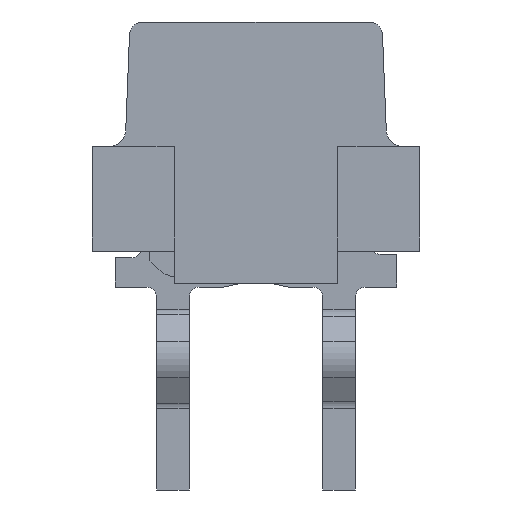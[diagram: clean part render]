
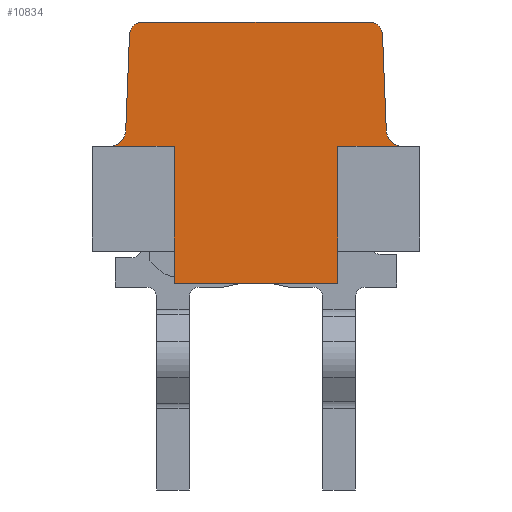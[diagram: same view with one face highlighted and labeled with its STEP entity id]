
A CAD part, left-side view. The second image highlights one B-rep face of the part: STEP entity #10834.
In plain terms, the highlighted planar face has unit normal (-1, 0, 0).
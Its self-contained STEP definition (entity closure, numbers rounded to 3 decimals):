
#412=FACE_OUTER_BOUND('',#992,.T.);
#992=EDGE_LOOP('',(#8699,#8700,#8701,#8702,#8703,#8704,#8705,#8706,#8707,
#8708,#8709,#8710,#8711,#8712));
#1287=LINE('',#14792,#2697);
#2004=LINE('',#16372,#3414);
#2038=LINE('',#16441,#3448);
#2215=LINE('',#16847,#3625);
#2226=LINE('',#16867,#3636);
#2227=LINE('',#16871,#3637);
#2228=LINE('',#16872,#3638);
#2229=LINE('',#16874,#3639);
#2230=LINE('',#16876,#3640);
#2231=LINE('',#16880,#3641);
#2697=VECTOR('',#11897,3.465);
#3414=VECTOR('',#13138,0.5);
#3448=VECTOR('',#13190,2.5);
#3625=VECTOR('',#13567,0.5);
#3636=VECTOR('',#13594,1.469);
#3637=VECTOR('',#13597,0.99);
#3638=VECTOR('',#13598,1.6);
#3639=VECTOR('',#13599,1.6);
#3640=VECTOR('',#13600,0.99);
#3641=VECTOR('',#13603,1.469);
#4099=CIRCLE('',#11134,0.2);
#4200=CIRCLE('',#11515,0.25);
#4201=CIRCLE('',#11516,0.25);
#4202=CIRCLE('',#11517,0.2);
#4285=VERTEX_POINT('',#14785);
#4286=VERTEX_POINT('',#14787);
#4287=VERTEX_POINT('',#14791);
#4598=VERTEX_POINT('',#15572);
#4629=VERTEX_POINT('',#15637);
#4888=VERTEX_POINT('',#16370);
#4914=VERTEX_POINT('',#16439);
#5044=VERTEX_POINT('',#16866);
#5045=VERTEX_POINT('',#16868);
#5046=VERTEX_POINT('',#16870);
#5047=VERTEX_POINT('',#16873);
#5048=VERTEX_POINT('',#16875);
#5049=VERTEX_POINT('',#16877);
#5050=VERTEX_POINT('',#16879);
#5338=EDGE_CURVE('',#4286,#4285,#4099,.T.);
#5340=EDGE_CURVE('',#4287,#4286,#1287,.T.);
#6129=EDGE_CURVE('',#4598,#4888,#2004,.T.);
#6163=EDGE_CURVE('',#4888,#4914,#2038,.T.);
#6368=EDGE_CURVE('',#4629,#4914,#2215,.T.);
#6379=EDGE_CURVE('',#4285,#5044,#2226,.T.);
#6380=EDGE_CURVE('',#5044,#5045,#4200,.T.);
#6381=EDGE_CURVE('',#5046,#5045,#2227,.T.);
#6382=EDGE_CURVE('',#5046,#4598,#2228,.T.);
#6383=EDGE_CURVE('',#5047,#4629,#2229,.T.);
#6384=EDGE_CURVE('',#5048,#5047,#2230,.T.);
#6385=EDGE_CURVE('',#5048,#5049,#4201,.T.);
#6386=EDGE_CURVE('',#5049,#5050,#2231,.T.);
#6387=EDGE_CURVE('',#5050,#4287,#4202,.T.);
#8699=ORIENTED_EDGE('',*,*,#5338,.T.);
#8700=ORIENTED_EDGE('',*,*,#6379,.T.);
#8701=ORIENTED_EDGE('',*,*,#6380,.T.);
#8702=ORIENTED_EDGE('',*,*,#6381,.F.);
#8703=ORIENTED_EDGE('',*,*,#6382,.T.);
#8704=ORIENTED_EDGE('',*,*,#6129,.T.);
#8705=ORIENTED_EDGE('',*,*,#6163,.T.);
#8706=ORIENTED_EDGE('',*,*,#6368,.F.);
#8707=ORIENTED_EDGE('',*,*,#6383,.F.);
#8708=ORIENTED_EDGE('',*,*,#6384,.F.);
#8709=ORIENTED_EDGE('',*,*,#6385,.T.);
#8710=ORIENTED_EDGE('',*,*,#6386,.T.);
#8711=ORIENTED_EDGE('',*,*,#6387,.T.);
#8712=ORIENTED_EDGE('',*,*,#5340,.T.);
#10321=PLANE('',#11514);
#10834=ADVANCED_FACE('',(#412),#10321,.T.);
#11134=AXIS2_PLACEMENT_3D('',#14788,#11892,#11893);
#11514=AXIS2_PLACEMENT_3D('',#16865,#13592,#13593);
#11515=AXIS2_PLACEMENT_3D('',#16869,#13595,#13596);
#11516=AXIS2_PLACEMENT_3D('',#16878,#13601,#13602);
#11517=AXIS2_PLACEMENT_3D('',#16881,#13604,#13605);
#11892=DIRECTION('center_axis',(-1.,0.,0.));
#11893=DIRECTION('ref_axis',(0.,0.,1.));
#11897=DIRECTION('',(0.,1.,0.));
#13138=DIRECTION('',(0.,0.,-1.));
#13190=DIRECTION('',(0.,-1.,0.));
#13567=DIRECTION('',(0.,0.,-1.));
#13592=DIRECTION('center_axis',(-1.,0.,0.));
#13593=DIRECTION('ref_axis',(0.,-1.,0.));
#13594=DIRECTION('',(0.,0.039,-0.999));
#13595=DIRECTION('center_axis',(1.,0.,0.));
#13596=DIRECTION('ref_axis',(0.,-0.999,-0.039));
#13597=DIRECTION('',(0.,1.,0.));
#13598=DIRECTION('',(0.,0.,-1.));
#13599=DIRECTION('',(0.,0.,-1.));
#13600=DIRECTION('',(0.,1.,0.));
#13601=DIRECTION('center_axis',(1.,0.,0.));
#13602=DIRECTION('ref_axis',(0.,0.,-1.));
#13603=DIRECTION('',(0.,0.039,0.999));
#13604=DIRECTION('center_axis',(-1.,0.,0.));
#13605=DIRECTION('ref_axis',(0.,-0.999,0.039));
#14785=CARTESIAN_POINT('',(-0.9,3.203,3.808));
#14787=CARTESIAN_POINT('',(-0.9,3.003,4.));
#14788=CARTESIAN_POINT('Origin',(-0.9,3.003,3.8));
#14791=CARTESIAN_POINT('',(-0.9,-0.463,4.));
#14792=CARTESIAN_POINT('',(-0.9,-0.463,4.));
#15572=CARTESIAN_POINT('',(-0.9,2.52,0.5));
#15637=CARTESIAN_POINT('',(-0.9,0.02,0.5));
#16370=CARTESIAN_POINT('',(-0.9,2.52,0.));
#16372=CARTESIAN_POINT('',(-0.9,2.52,0.5));
#16439=CARTESIAN_POINT('',(-0.9,0.02,0.));
#16441=CARTESIAN_POINT('',(-0.9,2.52,0.));
#16847=CARTESIAN_POINT('',(-0.9,0.02,0.5));
#16865=CARTESIAN_POINT('Origin',(-0.9,1.27,0.));
#16866=CARTESIAN_POINT('',(-0.9,3.261,2.34));
#16867=CARTESIAN_POINT('',(-0.9,3.203,3.808));
#16868=CARTESIAN_POINT('',(-0.9,3.51,2.1));
#16869=CARTESIAN_POINT('Origin',(-0.9,3.51,2.35));
#16870=CARTESIAN_POINT('',(-0.9,2.52,2.1));
#16871=CARTESIAN_POINT('',(-0.9,2.52,2.1));
#16872=CARTESIAN_POINT('',(-0.9,2.52,2.1));
#16873=CARTESIAN_POINT('',(-0.9,0.02,2.1));
#16874=CARTESIAN_POINT('',(-0.9,0.02,2.1));
#16875=CARTESIAN_POINT('',(-0.9,-0.97,2.1));
#16876=CARTESIAN_POINT('',(-0.9,-0.97,2.1));
#16877=CARTESIAN_POINT('',(-0.9,-0.721,2.34));
#16878=CARTESIAN_POINT('Origin',(-0.9,-0.97,2.35));
#16879=CARTESIAN_POINT('',(-0.9,-0.663,3.808));
#16880=CARTESIAN_POINT('',(-0.9,-0.721,2.34));
#16881=CARTESIAN_POINT('Origin',(-0.9,-0.463,3.8));
